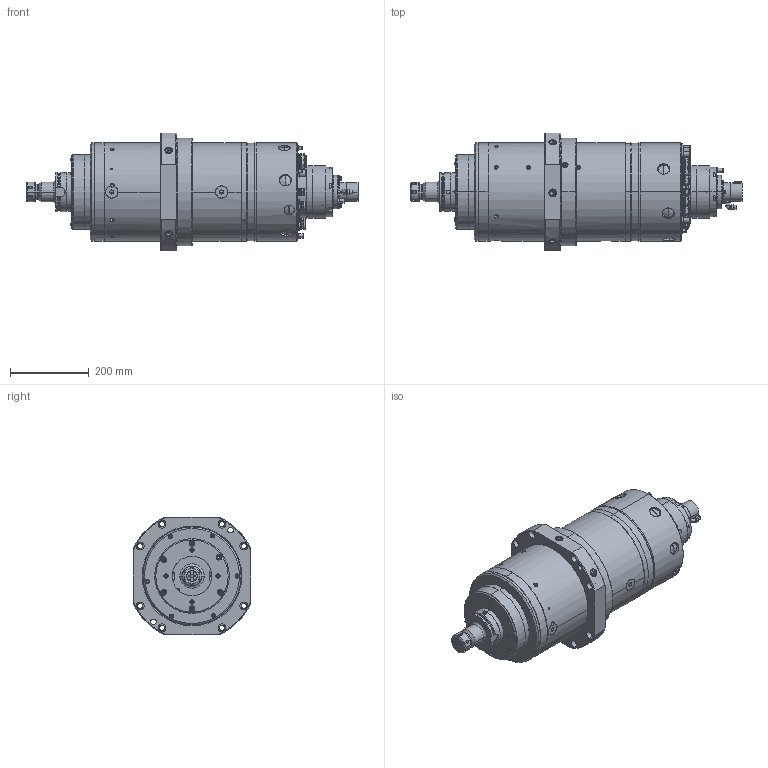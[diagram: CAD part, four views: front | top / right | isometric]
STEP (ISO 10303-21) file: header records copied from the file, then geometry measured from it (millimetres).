
FILE_DESCRIPTION (( 'STEP AP203' ), '1' );
FILE_NAME ('250AI19FHKSW-00.STEP', '2012-01-27T07:50:09', ( 'IBAGP' ), ( 'IBAGP' ), 'SwSTEP 2.0', 'SolidWorks 2010', '' );
FILE_SCHEMA (( 'CONFIG_CONTROL_DESIGN' ));
Length unit declared in the file: millimetre
Products named in the file (1): 250AI19FHKSW-00
Bounding box: 845.46 x 299.6 x 299.6 mm (x, y, z)
Surface area: 986804.3 mm2 (no closed solid volume)
Topology: 0 solids, 198 shells, 1814 faces, 5639 edges, 4026 vertices
Faces by surface type: cylinder 799, plane 659, cone 181, torus 151, bspline 12, sphere 12
Entity records: 68796 total; most frequent: CARTESIAN_POINT 17188, DIRECTION 11725, ORIENTED_EDGE 8915, EDGE_CURVE 5609, AXIS2_PLACEMENT_3D 4605, VERTEX_POINT 4026, CIRCLE 2802, LINE 2515
